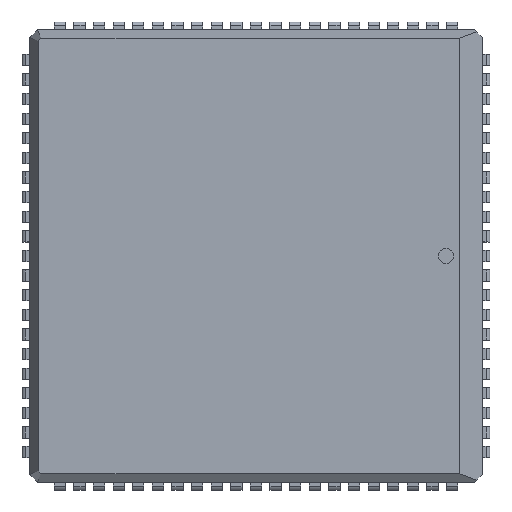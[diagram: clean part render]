
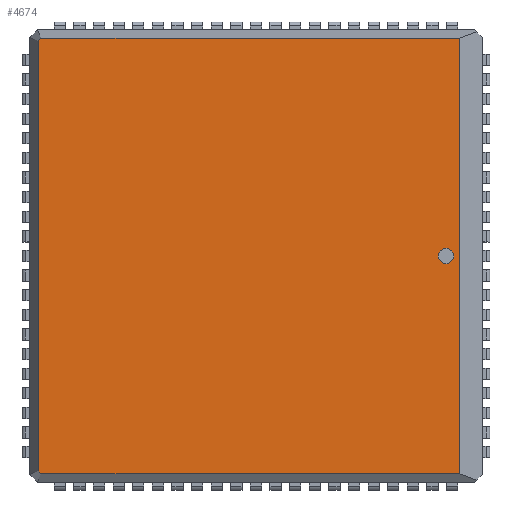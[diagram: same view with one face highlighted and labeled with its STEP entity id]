
A CAD part, top view. The second image highlights one B-rep face of the part: STEP entity #4674.
In plain terms, the highlighted planar face has unit normal (0, 0, 1).
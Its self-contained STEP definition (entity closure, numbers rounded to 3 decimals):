
#775 = CARTESIAN_POINT ( 'NONE',  ( 13.15, 14.1, 4.3 ) ) ;
#1235 = AXIS2_PLACEMENT_3D ( 'NONE', #8652, #21434, #34859 ) ;
#1499 = DIRECTION ( 'NONE',  ( 0., 0., 1. ) ) ;
#1723 = CARTESIAN_POINT ( 'NONE',  ( -14.15, 14.1, 4.3 ) ) ;
#1787 = LINE ( 'NONE', #21854, #8508 ) ;
#1921 = CARTESIAN_POINT ( 'NONE',  ( 11.8, 0., 4.3 ) ) ;
#2115 = VECTOR ( 'NONE', #13281, 1000. ) ;
#4674 = ADVANCED_FACE ( 'NONE', ( #20706, #41150 ), #7696, .T. ) ;
#5034 = DIRECTION ( 'NONE',  ( 1., 0., 0. ) ) ;
#5104 = DIRECTION ( 'NONE',  ( 1., 0., 0. ) ) ;
#5133 = DIRECTION ( 'NONE',  ( 0., -1., 0. ) ) ;
#5457 = EDGE_CURVE ( 'NONE', #29238, #33200, #42245, .T. ) ;
#5506 = VERTEX_POINT ( 'NONE', #1921 ) ;
#6547 = EDGE_CURVE ( 'NONE', #5506, #12393, #27342, .T. ) ;
#6596 = EDGE_CURVE ( 'NONE', #25527, #28943, #11636, .T. ) ;
#6959 = VECTOR ( 'NONE', #15137, 1000. ) ;
#7102 = ORIENTED_EDGE ( 'NONE', *, *, #6596, .T. ) ;
#7696 = PLANE ( 'NONE',  #23785 ) ;
#7819 = LINE ( 'NONE', #775, #25311 ) ;
#8118 = DIRECTION ( 'NONE',  ( 0., 0., 1. ) ) ;
#8388 = ORIENTED_EDGE ( 'NONE', *, *, #34512, .T. ) ;
#8493 = CARTESIAN_POINT ( 'NONE',  ( 13.15, -14.1, 4.3 ) ) ;
#8508 = VECTOR ( 'NONE', #5104, 1000. ) ;
#8565 = CARTESIAN_POINT ( 'NONE',  ( 12.3, 0., 4.3 ) ) ;
#8612 = EDGE_LOOP ( 'NONE', ( #24104, #8388, #7102, #39748, #22818, #39483 ) ) ;
#8652 = CARTESIAN_POINT ( 'NONE',  ( 12.3, 0., 4.3 ) ) ;
#8866 = CARTESIAN_POINT ( 'NONE',  ( -14.1, -13.922, 4.3 ) ) ;
#11636 = LINE ( 'NONE', #1723, #6959 ) ;
#12393 = VERTEX_POINT ( 'NONE', #24785 ) ;
#13281 = DIRECTION ( 'NONE',  ( -0.707, -0.707, 0. ) ) ;
#14474 = CARTESIAN_POINT ( 'NONE',  ( -14.011, -14.011, 4.3 ) ) ;
#14643 = AXIS2_PLACEMENT_3D ( 'NONE', #8565, #1499, #31671 ) ;
#15137 = DIRECTION ( 'NONE',  ( -1., 0., 0. ) ) ;
#15242 = LINE ( 'NONE', #42137, #21484 ) ;
#15361 = CARTESIAN_POINT ( 'NONE',  ( 0., 0., 4.3 ) ) ;
#20044 = CARTESIAN_POINT ( 'NONE',  ( 13.15, 14.1, 4.3 ) ) ;
#20315 = EDGE_CURVE ( 'NONE', #12393, #5506, #42037, .T. ) ;
#20706 = FACE_OUTER_BOUND ( 'NONE', #8612, .T. ) ;
#20908 = VECTOR ( 'NONE', #31880, 1000. ) ;
#21434 = DIRECTION ( 'NONE',  ( 0., 0., 1. ) ) ;
#21484 = VECTOR ( 'NONE', #5133, 1000. ) ;
#21701 = DIRECTION ( 'NONE',  ( 0., 1., 0. ) ) ;
#21854 = CARTESIAN_POINT ( 'NONE',  ( 14.15, -14.1, 4.3 ) ) ;
#22803 = VERTEX_POINT ( 'NONE', #8493 ) ;
#22818 = ORIENTED_EDGE ( 'NONE', *, *, #36118, .T. ) ;
#22991 = CARTESIAN_POINT ( 'NONE',  ( -14.011, 14.011, 4.3 ) ) ;
#23680 = VERTEX_POINT ( 'NONE', #35911 ) ;
#23785 = AXIS2_PLACEMENT_3D ( 'NONE', #15361, #8118, #5034 ) ;
#24104 = ORIENTED_EDGE ( 'NONE', *, *, #31076, .T. ) ;
#24785 = CARTESIAN_POINT ( 'NONE',  ( 12.8, 0., 4.3 ) ) ;
#24947 = EDGE_CURVE ( 'NONE', #28943, #23680, #39922, .T. ) ;
#25311 = VECTOR ( 'NONE', #21701, 1000. ) ;
#25527 = VERTEX_POINT ( 'NONE', #20044 ) ;
#27149 = ORIENTED_EDGE ( 'NONE', *, *, #20315, .F. ) ;
#27342 = CIRCLE ( 'NONE', #14643, 0.5 ) ;
#28093 = EDGE_LOOP ( 'NONE', ( #27149, #32932 ) ) ;
#28534 = CARTESIAN_POINT ( 'NONE',  ( -13.922, 14.1, 4.3 ) ) ;
#28943 = VERTEX_POINT ( 'NONE', #28534 ) ;
#29238 = VERTEX_POINT ( 'NONE', #8866 ) ;
#31076 = EDGE_CURVE ( 'NONE', #33200, #22803, #1787, .T. ) ;
#31671 = DIRECTION ( 'NONE',  ( 1., 0., 0. ) ) ;
#31880 = DIRECTION ( 'NONE',  ( 0.707, -0.707, 0. ) ) ;
#32220 = CARTESIAN_POINT ( 'NONE',  ( -13.922, -14.1, 4.3 ) ) ;
#32932 = ORIENTED_EDGE ( 'NONE', *, *, #6547, .F. ) ;
#33200 = VERTEX_POINT ( 'NONE', #32220 ) ;
#34512 = EDGE_CURVE ( 'NONE', #22803, #25527, #7819, .T. ) ;
#34859 = DIRECTION ( 'NONE',  ( 1., 0., 0. ) ) ;
#35911 = CARTESIAN_POINT ( 'NONE',  ( -14.1, 13.922, 4.3 ) ) ;
#36118 = EDGE_CURVE ( 'NONE', #23680, #29238, #15242, .T. ) ;
#39483 = ORIENTED_EDGE ( 'NONE', *, *, #5457, .T. ) ;
#39748 = ORIENTED_EDGE ( 'NONE', *, *, #24947, .T. ) ;
#39922 = LINE ( 'NONE', #22991, #2115 ) ;
#41150 = FACE_BOUND ( 'NONE', #28093, .T. ) ;
#42037 = CIRCLE ( 'NONE', #1235, 0.5 ) ;
#42137 = CARTESIAN_POINT ( 'NONE',  ( -14.1, -14.15, 4.3 ) ) ;
#42245 = LINE ( 'NONE', #14474, #20908 ) ;
